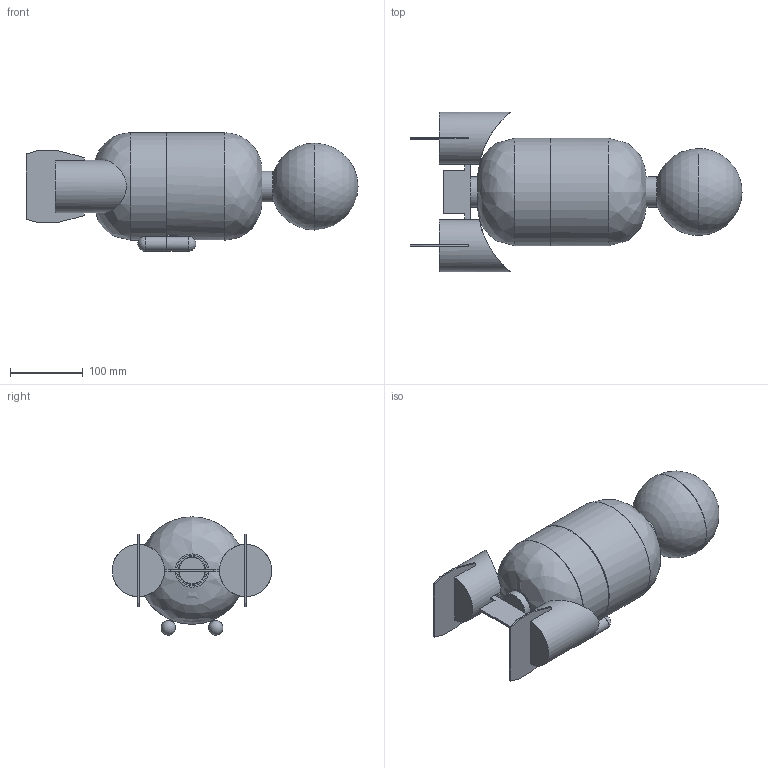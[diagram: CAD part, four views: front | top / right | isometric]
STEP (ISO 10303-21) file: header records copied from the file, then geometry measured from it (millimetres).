
FILE_DESCRIPTION(/* description */ (' '),/* implementation_level */ '2;1');
FILE_NAME(/* name */ 's1-ug-214',/* time_stamp */ '2000-06-07T13:27:46-05:00',/* author */ (' '),/* organization */ (' '),/* preprocessor_version */ 'ST-DEVELOPER v7',/* originating_system */ 'UNIGRAPHICS SOLUTIONS - UNIGRAPHICS 17.0',/* authorisation */ ' ');
FILE_SCHEMA (('AUTOMOTIVE_DESIGN { 1 2 10303 214 0 1 1 1 }'));
Length unit declared in the file: millimetre
Products named in the file (13): s1_foot_back; s1_foot_front; s1_head_back; s1_head_front; s1_tail_turbine; s1_tail_middle; s1_main_body_back; s1_main_body_front; s1_foot_assy; s1_head_assy; s1_tail_assy; s1_mainbody_assy; s1-ug-214
Assembly tree (14 placements, depth 3):
  s1-ug-214
    s1_mainbody_assy
      s1_main_body_front
      s1_main_body_back
    s1_tail_assy
      s1_tail_middle
      s1_tail_turbine  x2
    s1_head_assy
      s1_head_front
      s1_head_back
    s1_foot_assy  x2
      s1_foot_front
      s1_foot_back
Bounding box: 457.66 x 220 x 162.98 mm (x, y, z)
Volume: 806703 mm3; surface area: 467363.3 mm2
Topology: 11 solids, 11 shells, 138 faces, 317 edges, 201 vertices
Faces by surface type: plane 92, cylinder 30, sphere 12, bspline 4
Full cylindrical faces by diameter (mm): 18 x4, 20 x4, 34 x1, 36 x2, 38 x2, 40 x1, 42 x2, 72 x2, 136 x2, 138 x2, 142 x1, 144 x1, 146 x2, 148 x2
Entity records: 3380 total; most frequent: CARTESIAN_POINT 624, DIRECTION 474, ORIENTED_EDGE 354, AXIS2_PLACEMENT_3D 182, EDGE_CURVE 177, EDGE_LOOP 152, VERTEX_POINT 133, LINE 110
